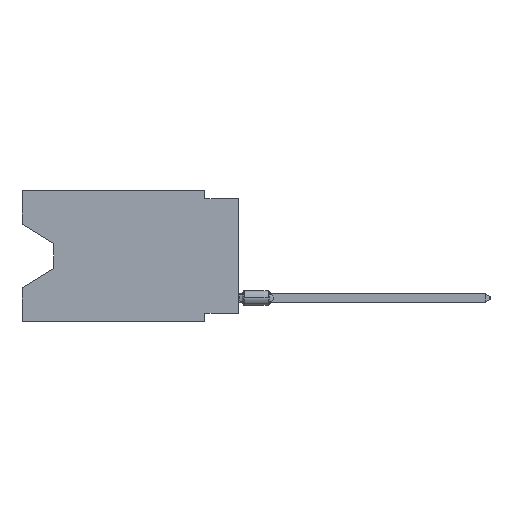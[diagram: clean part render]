
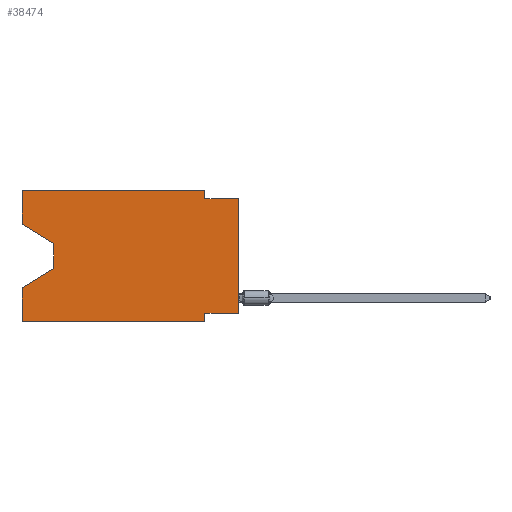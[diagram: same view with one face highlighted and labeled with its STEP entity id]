
A CAD part, left-side view. The second image highlights one B-rep face of the part: STEP entity #38474.
In plain terms, the highlighted planar face has unit normal (-1, 0, 0).
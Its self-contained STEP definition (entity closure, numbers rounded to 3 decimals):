
#296 = VECTOR ( 'NONE', #19926, 1000. ) ;
#388 = CARTESIAN_POINT ( 'NONE',  ( 0., 0., -9.271 ) ) ;
#1472 = EDGE_CURVE ( 'NONE', #35587, #28517, #37446, .T. ) ;
#1898 = CARTESIAN_POINT ( 'NONE',  ( 0., 0., 0. ) ) ;
#1916 = DIRECTION ( 'NONE',  ( 0., 0.855, -0.519 ) ) ;
#2491 = ORIENTED_EDGE ( 'NONE', *, *, #21318, .F. ) ;
#2827 = VERTEX_POINT ( 'NONE', #35428 ) ;
#3160 = LINE ( 'NONE', #27238, #6009 ) ;
#3488 = DIRECTION ( 'NONE',  ( 0., -1., 0. ) ) ;
#4214 = DIRECTION ( 'NONE',  ( 0., 0., -1. ) ) ;
#5287 = EDGE_CURVE ( 'NONE', #24390, #52345, #45846, .T. ) ;
#5845 = VECTOR ( 'NONE', #23083, 1000. ) ;
#6009 = VECTOR ( 'NONE', #41981, 1000. ) ;
#6671 = CARTESIAN_POINT ( 'NONE',  ( 0., 2.54, 0. ) ) ;
#6987 = CARTESIAN_POINT ( 'NONE',  ( 0., 16.383, -9.906 ) ) ;
#7601 = VECTOR ( 'NONE', #1916, 1000. ) ;
#8434 = CARTESIAN_POINT ( 'NONE',  ( 0., 16.383, 0. ) ) ;
#8543 = LINE ( 'NONE', #47669, #10841 ) ;
#8682 = CARTESIAN_POINT ( 'NONE',  ( 0., 13.97, -5.893 ) ) ;
#8721 = PLANE ( 'NONE',  #28459 ) ;
#9379 = DIRECTION ( 'NONE',  ( 0., 1., 0. ) ) ;
#10841 = VECTOR ( 'NONE', #36466, 1000. ) ;
#10851 = DIRECTION ( 'NONE',  ( 0., -1., 0. ) ) ;
#11672 = ORIENTED_EDGE ( 'NONE', *, *, #1472, .F. ) ;
#12160 = ORIENTED_EDGE ( 'NONE', *, *, #47593, .T. ) ;
#12955 = CARTESIAN_POINT ( 'NONE',  ( 0., 16.383, 0. ) ) ;
#13113 = VECTOR ( 'NONE', #45347, 1000. ) ;
#13488 = CARTESIAN_POINT ( 'NONE',  ( 0., 2.54, -9.271 ) ) ;
#13489 = VECTOR ( 'NONE', #9379, 1000. ) ;
#14012 = CARTESIAN_POINT ( 'NONE',  ( 0., 2.54, -9.906 ) ) ;
#15453 = ORIENTED_EDGE ( 'NONE', *, *, #19741, .F. ) ;
#17713 = FACE_OUTER_BOUND ( 'NONE', #48566, .T. ) ;
#18188 = EDGE_CURVE ( 'NONE', #28969, #28517, #61037, .T. ) ;
#19383 = CARTESIAN_POINT ( 'NONE',  ( 0., 16.383, -9.906 ) ) ;
#19741 = EDGE_CURVE ( 'NONE', #52981, #2827, #25781, .T. ) ;
#19926 = DIRECTION ( 'NONE',  ( 0., 0., -1. ) ) ;
#19946 = LINE ( 'NONE', #388, #13489 ) ;
#20512 = ORIENTED_EDGE ( 'NONE', *, *, #44478, .T. ) ;
#21057 = CARTESIAN_POINT ( 'NONE',  ( 0., 16.383, -7.36 ) ) ;
#21318 = EDGE_CURVE ( 'NONE', #30508, #42756, #3160, .T. ) ;
#22505 = ORIENTED_EDGE ( 'NONE', *, *, #48419, .F. ) ;
#23083 = DIRECTION ( 'NONE',  ( 0., 0., 1. ) ) ;
#23454 = DIRECTION ( 'NONE',  ( 1., 0., 0. ) ) ;
#24390 = VERTEX_POINT ( 'NONE', #56047 ) ;
#24493 = ORIENTED_EDGE ( 'NONE', *, *, #61798, .F. ) ;
#24746 = LINE ( 'NONE', #44320, #296 ) ;
#25245 = CARTESIAN_POINT ( 'NONE',  ( 0., 0., -0.635 ) ) ;
#25597 = CARTESIAN_POINT ( 'NONE',  ( 0., 13.97, -4.013 ) ) ;
#25781 = LINE ( 'NONE', #30591, #13113 ) ;
#27238 = CARTESIAN_POINT ( 'NONE',  ( 0., 16.383, 0. ) ) ;
#28010 = DIRECTION ( 'NONE',  ( 0., -1., 0. ) ) ;
#28212 = ORIENTED_EDGE ( 'NONE', *, *, #55104, .F. ) ;
#28459 = AXIS2_PLACEMENT_3D ( 'NONE', #42720, #23454, #4214 ) ;
#28517 = VERTEX_POINT ( 'NONE', #14012 ) ;
#28969 = VERTEX_POINT ( 'NONE', #19383 ) ;
#30508 = VERTEX_POINT ( 'NONE', #34347 ) ;
#30591 = CARTESIAN_POINT ( 'NONE',  ( 0., 2.54, 0. ) ) ;
#30808 = CARTESIAN_POINT ( 'NONE',  ( 0., 13.97, -5.893 ) ) ;
#31409 = LINE ( 'NONE', #30808, #7601 ) ;
#32417 = LINE ( 'NONE', #37858, #5845 ) ;
#34347 = CARTESIAN_POINT ( 'NONE',  ( 0., 16.383, -2.546 ) ) ;
#34424 = ORIENTED_EDGE ( 'NONE', *, *, #45831, .T. ) ;
#35428 = CARTESIAN_POINT ( 'NONE',  ( 0., 2.54, -0.635 ) ) ;
#35587 = VERTEX_POINT ( 'NONE', #13488 ) ;
#36466 = DIRECTION ( 'NONE',  ( 0., -0.855, -0.519 ) ) ;
#36860 = CARTESIAN_POINT ( 'NONE',  ( 0., 0., -0.635 ) ) ;
#37446 = LINE ( 'NONE', #62171, #53202 ) ;
#37858 = CARTESIAN_POINT ( 'NONE',  ( 0., 16.383, 0. ) ) ;
#38374 = VECTOR ( 'NONE', #28010, 1000. ) ;
#38474 = ADVANCED_FACE ( 'NONE', ( #17713 ), #8721, .F. ) ;
#40567 = VECTOR ( 'NONE', #10851, 1000. ) ;
#40755 = VERTEX_POINT ( 'NONE', #21057 ) ;
#41981 = DIRECTION ( 'NONE',  ( 0., 0., 1. ) ) ;
#42233 = VECTOR ( 'NONE', #60314, 1000. ) ;
#42720 = CARTESIAN_POINT ( 'NONE',  ( 0., 16.383, 0. ) ) ;
#42743 = LINE ( 'NONE', #8434, #38374 ) ;
#42756 = VERTEX_POINT ( 'NONE', #12955 ) ;
#44320 = CARTESIAN_POINT ( 'NONE',  ( 0., 13.97, -4.013 ) ) ;
#44478 = EDGE_CURVE ( 'NONE', #62468, #45617, #24746, .T. ) ;
#45347 = DIRECTION ( 'NONE',  ( 0., 0., -1. ) ) ;
#45517 = ORIENTED_EDGE ( 'NONE', *, *, #18188, .T. ) ;
#45617 = VERTEX_POINT ( 'NONE', #8682 ) ;
#45831 = EDGE_CURVE ( 'NONE', #45617, #40755, #31409, .T. ) ;
#45846 = LINE ( 'NONE', #1898, #42233 ) ;
#46878 = ORIENTED_EDGE ( 'NONE', *, *, #58730, .F. ) ;
#47593 = EDGE_CURVE ( 'NONE', #30508, #62468, #8543, .T. ) ;
#47669 = CARTESIAN_POINT ( 'NONE',  ( 0., 16.383, -2.546 ) ) ;
#48419 = EDGE_CURVE ( 'NONE', #2827, #52345, #62211, .T. ) ;
#48566 = EDGE_LOOP ( 'NONE', ( #12160, #20512, #34424, #24493, #45517, #11672, #28212, #63047, #22505, #15453, #46878, #2491 ) ) ;
#52212 = DIRECTION ( 'NONE',  ( 0., 0., -1. ) ) ;
#52345 = VERTEX_POINT ( 'NONE', #25245 ) ;
#52981 = VERTEX_POINT ( 'NONE', #6671 ) ;
#53202 = VECTOR ( 'NONE', #52212, 1000. ) ;
#55104 = EDGE_CURVE ( 'NONE', #24390, #35587, #19946, .T. ) ;
#56047 = CARTESIAN_POINT ( 'NONE',  ( 0., 0., -9.271 ) ) ;
#58730 = EDGE_CURVE ( 'NONE', #42756, #52981, #42743, .T. ) ;
#60167 = VECTOR ( 'NONE', #3488, 1000. ) ;
#60314 = DIRECTION ( 'NONE',  ( 0., 0., 1. ) ) ;
#61037 = LINE ( 'NONE', #6987, #40567 ) ;
#61798 = EDGE_CURVE ( 'NONE', #28969, #40755, #32417, .T. ) ;
#62171 = CARTESIAN_POINT ( 'NONE',  ( 0., 2.54, -9.906 ) ) ;
#62211 = LINE ( 'NONE', #36860, #60167 ) ;
#62468 = VERTEX_POINT ( 'NONE', #25597 ) ;
#63047 = ORIENTED_EDGE ( 'NONE', *, *, #5287, .T. ) ;
